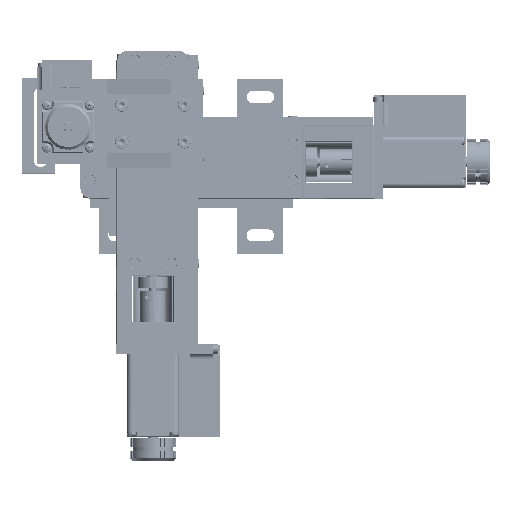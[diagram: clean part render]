
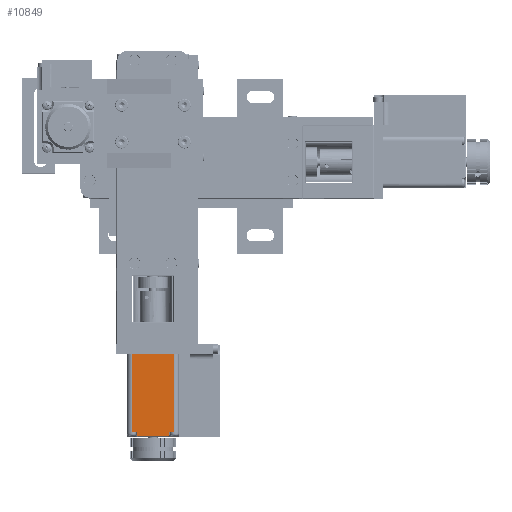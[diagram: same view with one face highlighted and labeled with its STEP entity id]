
A CAD part, top view. The second image highlights one B-rep face of the part: STEP entity #10849.
In plain terms, the highlighted planar face has unit normal (0, 0, 1).
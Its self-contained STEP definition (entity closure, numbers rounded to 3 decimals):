
#4836=PLANE('',#129210);
#10849=ADVANCED_FACE('',(#17933),#4836,.T.);
#17933=FACE_OUTER_BOUND('',#25505,.T.);
#25505=EDGE_LOOP('',(#56306,#56307,#56308,#56309,#56310,#56311,#56312,#56313,
#56314,#56315));
#56306=ORIENTED_EDGE('',*,*,#83156,.T.);
#56307=ORIENTED_EDGE('',*,*,#83130,.F.);
#56308=ORIENTED_EDGE('',*,*,#83154,.F.);
#56309=ORIENTED_EDGE('',*,*,#83157,.T.);
#56310=ORIENTED_EDGE('',*,*,#83158,.T.);
#56311=ORIENTED_EDGE('',*,*,#83263,.T.);
#56312=ORIENTED_EDGE('',*,*,#83159,.T.);
#56313=ORIENTED_EDGE('',*,*,#83257,.T.);
#56314=ORIENTED_EDGE('',*,*,#83160,.T.);
#56315=ORIENTED_EDGE('',*,*,#83161,.T.);
#83130=EDGE_CURVE('',#119120,#119121,#98667,.T.);
#83154=EDGE_CURVE('',#119150,#119120,#98689,.T.);
#83156=EDGE_CURVE('',#119151,#119121,#98690,.T.);
#83157=EDGE_CURVE('',#119150,#119152,#98691,.T.);
#83158=EDGE_CURVE('',#119152,#119153,#98692,.T.);
#83159=EDGE_CURVE('',#119154,#119155,#98693,.T.);
#83160=EDGE_CURVE('',#119156,#119157,#98694,.T.);
#83161=EDGE_CURVE('',#119157,#119151,#98695,.T.);
#83257=EDGE_CURVE('',#119155,#119156,#98742,.T.);
#83263=EDGE_CURVE('',#119153,#119154,#98746,.T.);
#98667=B_SPLINE_CURVE_WITH_KNOTS('',1,(#234054,#234055),.UNSPECIFIED.,.F.,
 .F.,(2,2),(0.,23.),.UNSPECIFIED.);
#98689=B_SPLINE_CURVE_WITH_KNOTS('',1,(#234104,#234105),.UNSPECIFIED.,.F.,
 .F.,(2,2),(0.,42.6),.UNSPECIFIED.);
#98690=B_SPLINE_CURVE_WITH_KNOTS('',1,(#234109,#234110),.UNSPECIFIED.,.F.,
 .F.,(2,2),(0.,42.6),.UNSPECIFIED.);
#98691=B_SPLINE_CURVE_WITH_KNOTS('',1,(#234111,#234112),.UNSPECIFIED.,.F.,
 .F.,(2,2),(0.,2.6),.UNSPECIFIED.);
#98692=B_SPLINE_CURVE_WITH_KNOTS('',1,(#234113,#234114),.UNSPECIFIED.,.F.,
 .F.,(2,2),(0.,1.4),.UNSPECIFIED.);
#98693=B_SPLINE_CURVE_WITH_KNOTS('',1,(#234115,#234116),.UNSPECIFIED.,.F.,
 .F.,(2,2),(0.,16.8),.UNSPECIFIED.);
#98694=B_SPLINE_CURVE_WITH_KNOTS('',1,(#234117,#234118),.UNSPECIFIED.,.F.,
 .F.,(2,2),(0.,1.4),.UNSPECIFIED.);
#98695=B_SPLINE_CURVE_WITH_KNOTS('',1,(#234119,#234120),.UNSPECIFIED.,.F.,
 .F.,(2,2),(0.,2.6),.UNSPECIFIED.);
#98742=B_SPLINE_CURVE_WITH_KNOTS('',1,(#234380,#234381),.UNSPECIFIED.,.F.,
 .F.,(2,2),(-0.707,0.),.UNSPECIFIED.);
#98746=B_SPLINE_CURVE_WITH_KNOTS('',1,(#234394,#234395),.UNSPECIFIED.,.F.,
 .F.,(2,2),(-0.707,0.),.UNSPECIFIED.);
#119120=VERTEX_POINT('',#184600);
#119121=VERTEX_POINT('',#184601);
#119150=VERTEX_POINT('',#184630);
#119151=VERTEX_POINT('',#184631);
#119152=VERTEX_POINT('',#184632);
#119153=VERTEX_POINT('',#184633);
#119154=VERTEX_POINT('',#184634);
#119155=VERTEX_POINT('',#184635);
#119156=VERTEX_POINT('',#184636);
#119157=VERTEX_POINT('',#184637);
#129210=AXIS2_PLACEMENT_3D('',#163529,#135449,$);
#135449=DIRECTION('',(0.,0.,1.));
#163529=CARTESIAN_POINT('',(-69.77,-48.43,81.999));
#184600=CARTESIAN_POINT('',(-67.35,-53.,81.999));
#184601=CARTESIAN_POINT('',(-44.35,-53.,81.999));
#184630=CARTESIAN_POINT('',(-67.35,-95.6,81.999));
#184631=CARTESIAN_POINT('',(-44.35,-95.6,81.999));
#184632=CARTESIAN_POINT('',(-64.75,-95.6,81.999));
#184633=CARTESIAN_POINT('',(-64.75,-97.,81.999));
#184634=CARTESIAN_POINT('',(-64.25,-97.5,81.999));
#184635=CARTESIAN_POINT('',(-47.45,-97.5,81.999));
#184636=CARTESIAN_POINT('',(-46.95,-97.,81.999));
#184637=CARTESIAN_POINT('',(-46.95,-95.6,81.999));
#234054=CARTESIAN_POINT('',(-67.35,-53.,81.999));
#234055=CARTESIAN_POINT('',(-44.35,-53.,81.999));
#234104=CARTESIAN_POINT('',(-67.35,-95.6,81.999));
#234105=CARTESIAN_POINT('',(-67.35,-53.,81.999));
#234109=CARTESIAN_POINT('',(-44.35,-95.6,81.999));
#234110=CARTESIAN_POINT('',(-44.35,-53.,81.999));
#234111=CARTESIAN_POINT('',(-67.35,-95.6,81.999));
#234112=CARTESIAN_POINT('',(-64.75,-95.6,81.999));
#234113=CARTESIAN_POINT('',(-64.75,-95.6,81.999));
#234114=CARTESIAN_POINT('',(-64.75,-97.,81.999));
#234115=CARTESIAN_POINT('',(-64.25,-97.5,81.999));
#234116=CARTESIAN_POINT('',(-47.45,-97.5,81.999));
#234117=CARTESIAN_POINT('',(-46.95,-97.,81.999));
#234118=CARTESIAN_POINT('',(-46.95,-95.6,81.999));
#234119=CARTESIAN_POINT('',(-46.95,-95.6,81.999));
#234120=CARTESIAN_POINT('',(-44.35,-95.6,81.999));
#234380=CARTESIAN_POINT('',(-47.45,-97.5,81.999));
#234381=CARTESIAN_POINT('',(-46.95,-97.,81.999));
#234394=CARTESIAN_POINT('',(-64.75,-97.,81.999));
#234395=CARTESIAN_POINT('',(-64.25,-97.5,81.999));
